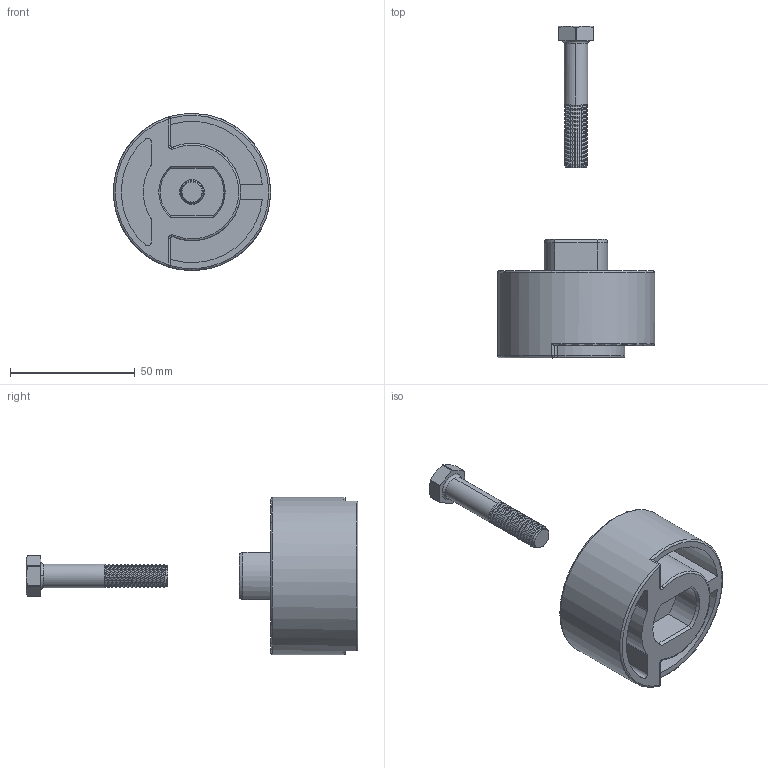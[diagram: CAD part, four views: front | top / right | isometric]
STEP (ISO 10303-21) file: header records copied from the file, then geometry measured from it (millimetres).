
FILE_DESCRIPTION(/* description */ ('1 3/8" BL Handle Offset W/ Screw'),/* implementation_level */ '2;1');
FILE_NAME(/* name */ 'V25153138BL.stp',/* time_stamp */ '2016-12-01T11:50:13-05:00',/* author */ ('ALR'),/* organization */ (''),/* preprocessor_version */ 'ST-DEVELOPER v16.5',/* originating_system */ 'Autodesk Inventor 2017',/* authorisation */ '');
FILE_SCHEMA (('AUTOMOTIVE_DESIGN { 1 0 10303 214 3 1 1 }'));
Length unit declared in the file: inch
Products named in the file (3): V25153138BL; V25153138BLX; V20010SS
Assembly tree (2 placements, depth 2):
  V25153138BL
    V25153138BLX
    V20010SS
Bounding box: 62.97 x 132.95 x 62.98 mm (x, y, z)
Volume: 73536.5 mm3; surface area: 26795.2 mm2
Topology: 2 solids, 2 shells, 211 faces, 467 edges, 265 vertices
Faces by surface type: cylinder 93, cone 75, plane 33, torus 8, sphere 2
Full cylindrical faces by diameter (mm): 9.906 x1, 62.992 x1
Entity records: 7865 total; most frequent: CARTESIAN_POINT 3239, DIRECTION 980, ORIENTED_EDGE 924, EDGE_CURVE 462, AXIS2_PLACEMENT_3D 389, VERTEX_POINT 263, EDGE_LOOP 221, FACE_OUTER_BOUND 211
